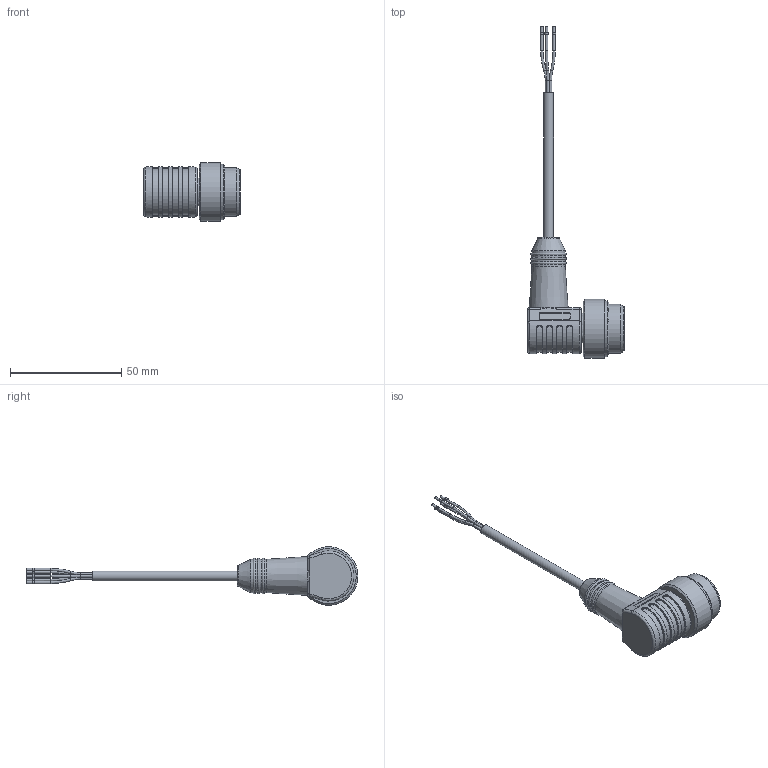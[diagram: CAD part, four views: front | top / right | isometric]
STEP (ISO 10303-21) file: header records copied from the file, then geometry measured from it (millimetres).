
FILE_DESCRIPTION(/* description */ (''),/* implementation_level */ '2;1');
FILE_NAME(/* name */ 'WWASM50-m.stp',/* time_stamp */ '2018-09-06T13:40:52+02:00',/* author */ (''),/* organization */ (''),/* preprocessor_version */ 'ST-DEVELOPER v16',/* originating_system */ 'SIEMENS PLM Software NX 10.0',/* authorisation */ '');
FILE_SCHEMA (('AUTOMOTIVE_DESIGN { 1 0 10303 214 3 1 1 1 }'));
Length unit declared in the file: millimetre
Products named in the file (1): WWASM50-m
Bounding box: 43.5 x 149.15 x 26.3 mm (x, y, z)
Volume: 23362.6 mm3; surface area: 8397 mm2
Topology: 1 solids, 1 shells, 205 faces, 450 edges, 271 vertices
Faces by surface type: cylinder 82, plane 57, bspline 36, cone 14, sphere 9, torus 7
Full cylindrical faces by diameter (mm): 1.054 x15, 1.4 x5, 1.98 x5, 3 x5, 4.4 x1, 15 x4, 18.5 x1, 19.9 x1, 22.1 x1, 25 x1, 26.3 x1
Entity records: 7833 total; most frequent: CARTESIAN_POINT 4061, DIRECTION 737, ORIENTED_EDGE 696, EDGE_CURVE 348, AXIS2_PLACEMENT_3D 332, EDGE_LOOP 309, VERTEX_POINT 249, ADVANCED_FACE 205
